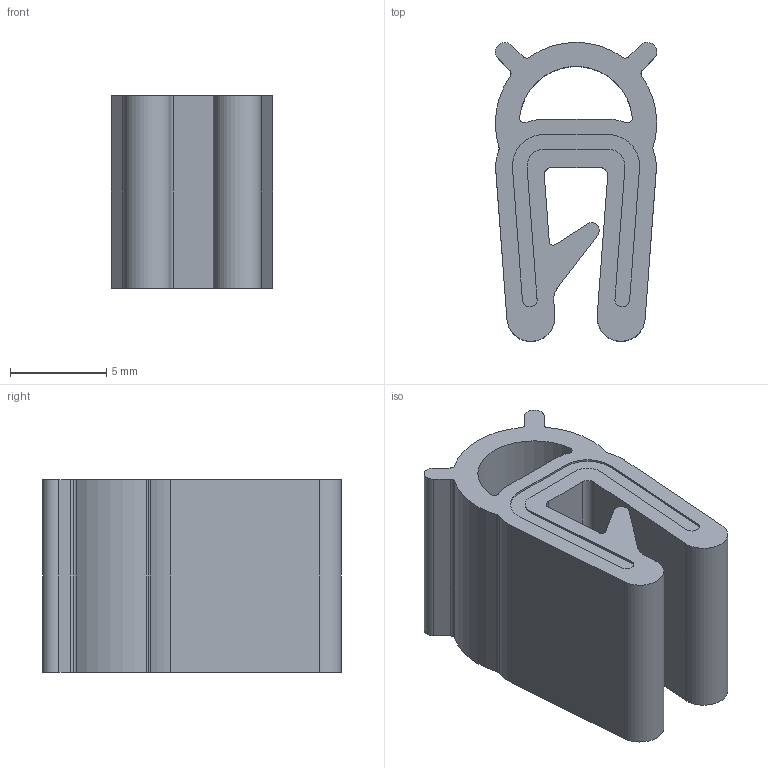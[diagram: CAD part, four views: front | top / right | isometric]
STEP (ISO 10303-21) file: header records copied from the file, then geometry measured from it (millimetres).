
FILE_DESCRIPTION (( 'STEP AP214' ), '1' );
FILE_NAME ('427040_Industrilas.step', '2025-09-02T13:00:52', ( '' ), ( '' ), 'SwSTEP 2.0', 'SolidWorks 2010', '' );
FILE_SCHEMA (( 'AUTOMOTIVE_DESIGN' ));
Length unit declared in the file: millimetre
Products named in the file (1): 427040_Industrilas
Bounding box: 8.4 x 15.56 x 10 mm (x, y, z)
Volume: 848.8 mm3; surface area: 1026.1 mm2
Topology: 1 solids, 1 shells, 81 faces, 231 edges, 154 vertices
Faces by surface type: cylinder 52, plane 29
Entity records: 3618 total; most frequent: DIRECTION 499, CARTESIAN_POINT 467, ORIENTED_EDGE 462, EDGE_CURVE 231, AXIS2_PLACEMENT_3D 186, VERTEX_POINT 154, VECTOR 127, LINE 127
